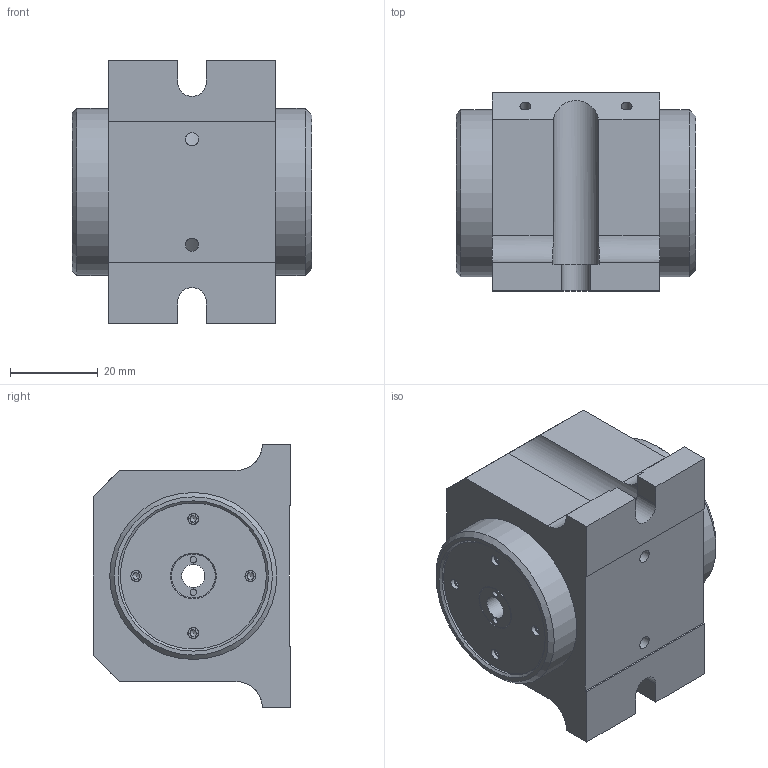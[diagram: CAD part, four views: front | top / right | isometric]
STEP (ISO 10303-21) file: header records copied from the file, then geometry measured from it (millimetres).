
FILE_DESCRIPTION (( 'STEP AP203' ), '1' );
FILE_NAME ('730701.STEP', '2025-07-15T03:23:25', ( 'Windows User' ), ( 'P R C' ), 'SwSTEP 2.0', 'SolidWorks 2020', '' );
FILE_SCHEMA (( 'CONFIG_CONTROL_DESIGN' ));
Length unit declared in the file: millimetre
Products named in the file (1): 730701
Bounding box: 54.5 x 45 x 60 mm (x, y, z)
Volume: 60494 mm3; surface area: 22285.4 mm2
Topology: 1 solids, 1 shells, 250 faces, 567 edges, 364 vertices
Faces by surface type: plane 153, cylinder 62, cone 31, bspline 4
Full cylindrical faces by diameter (mm): 1.5 x2, 1.6 x4, 1.8 x4, 1.924 x3, 2 x3, 2.2 x3, 2.5 x10, 3 x2, 3.8 x3, 5.3 x2, 8 x1, 10 x2, 20 x2, 20.5 x1, 22 x1, 33 x2, 33.2 x1, 34 x1, 34.5 x1, 38 x2
Entity records: 6637 total; most frequent: CARTESIAN_POINT 1415, DIRECTION 1096, ORIENTED_EDGE 888, EDGE_CURVE 444, AXIS2_PLACEMENT_3D 423, EDGE_LOOP 390, VERTEX_POINT 326, FACE_OUTER_BOUND 304
